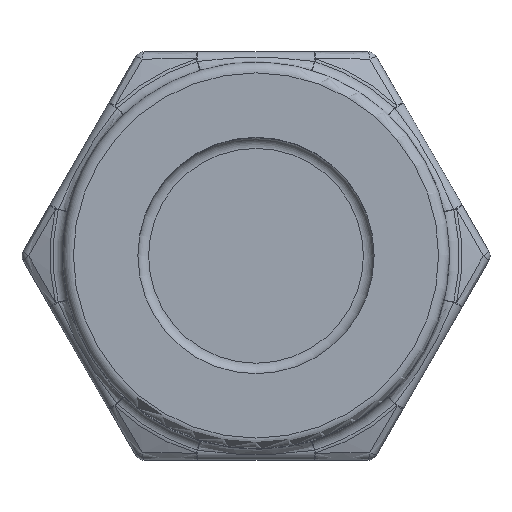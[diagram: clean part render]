
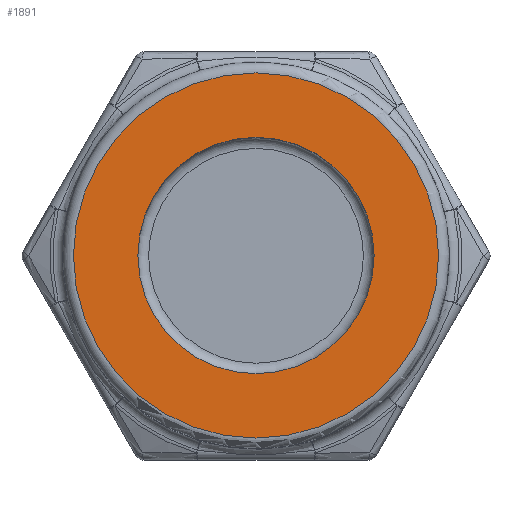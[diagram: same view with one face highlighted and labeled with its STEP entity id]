
A CAD part, top view. The second image highlights one B-rep face of the part: STEP entity #1891.
In plain terms, the highlighted planar face has unit normal (0, 0, 1).
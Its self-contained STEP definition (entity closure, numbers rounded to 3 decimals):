
#44=PLANE('',#2158);
#846=ORIENTED_EDGE('',*,*,#1153,.T.);
#847=ORIENTED_EDGE('',*,*,#874,.T.);
#874=EDGE_CURVE('',#1155,#1155,#1304,.T.);
#1153=EDGE_CURVE('',#1302,#1302,#1445,.T.);
#1155=VERTEX_POINT('',#2704);
#1302=VERTEX_POINT('',#4400);
#1304=CIRCLE('',#1910,8.5);
#1445=CIRCLE('',#2157,5.5);
#1586=EDGE_LOOP('',(#846));
#1587=EDGE_LOOP('',(#847));
#1730=FACE_BOUND('',#1586,.T.);
#1731=FACE_BOUND('',#1587,.T.);
#1891=ADVANCED_FACE('',(#1730,#1731),#44,.T.);
#1910=AXIS2_PLACEMENT_3D('',#2703,#2167,#2168);
#2157=AXIS2_PLACEMENT_3D('',#4399,#2691,#2692);
#2158=AXIS2_PLACEMENT_3D('',#4401,#2693,#2694);
#2167=DIRECTION('',(0.,0.,1.));
#2168=DIRECTION('',(1.,0.,0.));
#2691=DIRECTION('',(0.,0.,-1.));
#2692=DIRECTION('',(-1.,0.,0.));
#2693=DIRECTION('',(0.,0.,1.));
#2694=DIRECTION('',(1.,0.,0.));
#2703=CARTESIAN_POINT('',(0.,0.,11.));
#2704=CARTESIAN_POINT('',(8.5,0.,11.));
#4399=CARTESIAN_POINT('',(0.,0.,11.));
#4400=CARTESIAN_POINT('',(-5.5,0.,11.));
#4401=CARTESIAN_POINT('',(9.,0.,11.));
